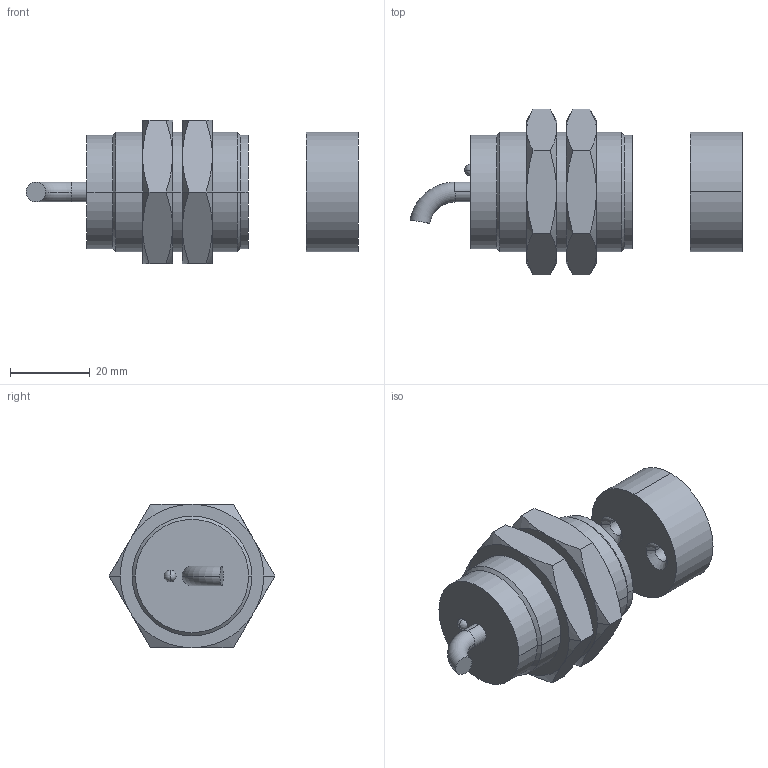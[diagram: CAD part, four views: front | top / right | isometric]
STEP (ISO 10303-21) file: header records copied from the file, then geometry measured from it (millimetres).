
FILE_DESCRIPTION(('STEP AP242'),'1');
FILE_NAME('switch_xcsdmr5902.stp','2020-01-31T14:36:02',('TraceParts'),('TraceParts S.A.'),'Spatial InterOp 3D',' ',' ');
FILE_SCHEMA(('AP242_MANAGED_MODEL_BASED_3D_ENGINEERING_MIM_LF {1 0 10303 442 1 1 4}'));
Length unit declared in the file: millimetre
Products named in the file (1): switch_xcsdmr5902_1
Bounding box: 83.23 x 41.57 x 36 mm (x, y, z)
Volume: 44059.8 mm3; surface area: 13066.2 mm2
Topology: 4 solids, 4 shells, 91 faces, 197 edges, 112 vertices
Faces by surface type: cone 48, plane 21, cylinder 18, torus 2, sphere 2
Entity records: 2541 total; most frequent: CARTESIAN_POINT 636, DIRECTION 418, ORIENTED_EDGE 386, EDGE_CURVE 193, AXIS2_PLACEMENT_3D 182, VERTEX_POINT 112, EDGE_LOOP 101, ADVANCED_FACE 91
